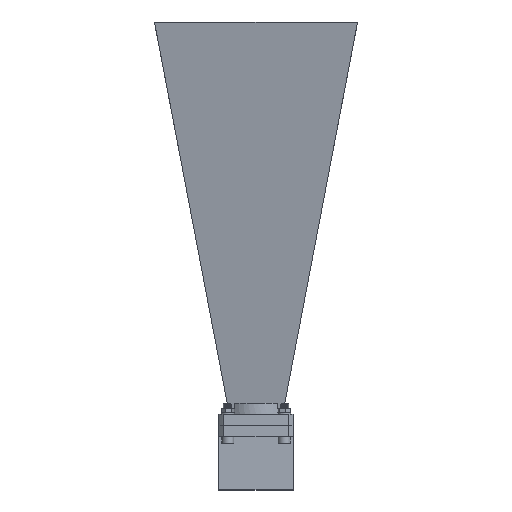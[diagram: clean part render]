
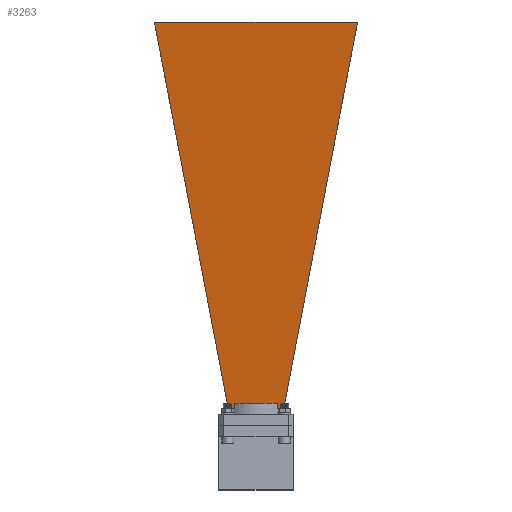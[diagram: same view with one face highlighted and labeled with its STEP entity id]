
A CAD part, front view. The second image highlights one B-rep face of the part: STEP entity #3263.
In plain terms, the highlighted face is planar.
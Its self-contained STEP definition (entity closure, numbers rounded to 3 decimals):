
#19 = CARTESIAN_POINT ( 'NONE',  ( -35.32, 12.7, 9.064 ) ) ;
#56 = CARTESIAN_POINT ( 'NONE',  ( 12.243, 9.525, 8.567 ) ) ;
#285 = CARTESIAN_POINT ( 'NONE',  ( -35.32, 12.7, 9.064 ) ) ;
#433 = DIRECTION ( 'NONE',  ( 1., 0., 0. ) ) ;
#556 = CARTESIAN_POINT ( 'NONE',  ( 14.605, 9.525, 8.567 ) ) ;
#588 = EDGE_CURVE ( 'NONE', #8775, #4989, #6045, .T. ) ;
#660 = EDGE_CURVE ( 'NONE', #6926, #2875, #8826, .T. ) ;
#668 = VERTEX_POINT ( 'NONE', #10932 ) ;
#696 = VERTEX_POINT ( 'NONE', #5282 ) ;
#751 = CARTESIAN_POINT ( 'NONE',  ( -12.243, 12.054, 8.963 ) ) ;
#900 = DIRECTION ( 'NONE',  ( 0., -0.988, -0.154 ) ) ;
#955 = DIRECTION ( 'NONE',  ( -1., 0., 0. ) ) ;
#1139 = VECTOR ( 'NONE', #7856, 1000. ) ;
#1437 = EDGE_CURVE ( 'NONE', #10027, #5417, #6274, .T. ) ;
#1450 = LINE ( 'NONE', #10581, #8627 ) ;
#1476 = CARTESIAN_POINT ( 'NONE',  ( -267.735, 231.91, 43.338 ) ) ;
#1510 = DIRECTION ( 'NONE',  ( -0.185, -0.971, -0.152 ) ) ;
#1550 = VERTEX_POINT ( 'NONE', #6047 ) ;
#2036 = VECTOR ( 'NONE', #955, 1000. ) ;
#2081 = ORIENTED_EDGE ( 'NONE', *, *, #8957, .F. ) ;
#2117 = VERTEX_POINT ( 'NONE', #9286 ) ;
#2175 = LINE ( 'NONE', #5190, #2036 ) ;
#2180 = VECTOR ( 'NONE', #900, 1000. ) ;
#2209 =( BOUNDED_CURVE ( )  B_SPLINE_CURVE ( 3, ( #9971, #8248, #10052, #9891 ),
 .UNSPECIFIED., .F., .F. ) 
 B_SPLINE_CURVE_WITH_KNOTS ( ( 4, 4 ),
 ( 2.072, 2.072 ),
 .UNSPECIFIED. ) 
 CURVE ( )  GEOMETRIC_REPRESENTATION_ITEM ( )  RATIONAL_B_SPLINE_CURVE ( ( 1., 1., 1., 1. ) ) 
 REPRESENTATION_ITEM ( '' )  );
#2226 = CARTESIAN_POINT ( 'NONE',  ( -267.735, 231.91, 43.338 ) ) ;
#2400 = DIRECTION ( 'NONE',  ( 0., 0.988, 0.154 ) ) ;
#2456 = EDGE_CURVE ( 'NONE', #4989, #10289, #2175, .T. ) ;
#2467 = CARTESIAN_POINT ( 'NONE',  ( 16.531, 12.626, 9.052 ) ) ;
#2875 = VERTEX_POINT ( 'NONE', #10193 ) ;
#3108 = ORIENTED_EDGE ( 'NONE', *, *, #2456, .F. ) ;
#3112 = ORIENTED_EDGE ( 'NONE', *, *, #4187, .T. ) ;
#3167 = ORIENTED_EDGE ( 'NONE', *, *, #7345, .T. ) ;
#3263 = ADVANCED_FACE ( 'NONE', ( #6918 ), #10645, .T. ) ;
#3300 = CARTESIAN_POINT ( 'NONE',  ( -16.524, 12.7, 9.064 ) ) ;
#3498 = VECTOR ( 'NONE', #6726, 1000. ) ;
#3551 = CARTESIAN_POINT ( 'NONE',  ( -12.243, 9.525, 8.567 ) ) ;
#3572 = CARTESIAN_POINT ( 'NONE',  ( -12.243, 12.7, 9.064 ) ) ;
#3641 = EDGE_CURVE ( 'NONE', #2875, #696, #10220, .T. ) ;
#3675 = EDGE_CURVE ( 'NONE', #8312, #668, #2209, .T. ) ;
#3811 = ORIENTED_EDGE ( 'NONE', *, *, #4818, .F. ) ;
#3865 = CARTESIAN_POINT ( 'NONE',  ( -58.373, 231.91, 43.338 ) ) ;
#3902 = ORIENTED_EDGE ( 'NONE', *, *, #588, .F. ) ;
#4046 = LINE ( 'NONE', #6399, #5008 ) ;
#4146 = ORIENTED_EDGE ( 'NONE', *, *, #7267, .T. ) ;
#4187 = EDGE_CURVE ( 'NONE', #10811, #668, #10058, .T. ) ;
#4346 = ORIENTED_EDGE ( 'NONE', *, *, #7914, .F. ) ;
#4484 = VECTOR ( 'NONE', #6685, 1000. ) ;
#4635 = CARTESIAN_POINT ( 'NONE',  ( -65.559, 269.567, 49.226 ) ) ;
#4662 = DIRECTION ( 'NONE',  ( 0.185, -0.971, -0.152 ) ) ;
#4698 = ORIENTED_EDGE ( 'NONE', *, *, #660, .F. ) ;
#4796 = VECTOR ( 'NONE', #5589, 1000. ) ;
#4818 = EDGE_CURVE ( 'NONE', #10289, #1550, #4046, .T. ) ;
#4964 = CARTESIAN_POINT ( 'NONE',  ( 12.243, 12.054, 8.963 ) ) ;
#4989 = VERTEX_POINT ( 'NONE', #3551 ) ;
#5008 = VECTOR ( 'NONE', #9810, 1000. ) ;
#5037 = LINE ( 'NONE', #8893, #7303 ) ;
#5190 = CARTESIAN_POINT ( 'NONE',  ( -12.243, 9.525, 8.567 ) ) ;
#5282 = CARTESIAN_POINT ( 'NONE',  ( 12.243, 12.7, 9.064 ) ) ;
#5417 = VERTEX_POINT ( 'NONE', #8805 ) ;
#5528 = ORIENTED_EDGE ( 'NONE', *, *, #1437, .F. ) ;
#5542 = EDGE_CURVE ( 'NONE', #2117, #10154, #8810, .T. ) ;
#5583 = VECTOR ( 'NONE', #2400, 1000. ) ;
#5589 = DIRECTION ( 'NONE',  ( 1., 0., 0. ) ) ;
#5916 = CARTESIAN_POINT ( 'NONE',  ( -16.531, 12.626, 9.052 ) ) ;
#6045 = LINE ( 'NONE', #751, #2180 ) ;
#6047 = CARTESIAN_POINT ( 'NONE',  ( -14.605, 12.7, 9.064 ) ) ;
#6258 = ORIENTED_EDGE ( 'NONE', *, *, #5542, .F. ) ;
#6274 = LINE ( 'NONE', #1476, #4796 ) ;
#6331 = DIRECTION ( 'NONE',  ( 0., -0.154, 0.988 ) ) ;
#6399 = CARTESIAN_POINT ( 'NONE',  ( -14.605, 12.054, 8.963 ) ) ;
#6642 = CARTESIAN_POINT ( 'NONE',  ( 65.559, 269.567, 49.226 ) ) ;
#6669 = DIRECTION ( 'NONE',  ( 0., -0.988, -0.154 ) ) ;
#6685 = DIRECTION ( 'NONE',  ( 1., 0., 0. ) ) ;
#6726 = DIRECTION ( 'NONE',  ( -1., 0., 0. ) ) ;
#6918 = FACE_OUTER_BOUND ( 'NONE', #9515, .T. ) ;
#6926 = VERTEX_POINT ( 'NONE', #556 ) ;
#7076 = AXIS2_PLACEMENT_3D ( 'NONE', #2226, #6331, #8146 ) ;
#7267 = EDGE_CURVE ( 'NONE', #10027, #10154, #9305, .T. ) ;
#7296 = ORIENTED_EDGE ( 'NONE', *, *, #3675, .F. ) ;
#7303 = VECTOR ( 'NONE', #433, 1000. ) ;
#7345 = EDGE_CURVE ( 'NONE', #2117, #1550, #5037, .T. ) ;
#7347 = CARTESIAN_POINT ( 'NONE',  ( -16.531, 12.626, 9.052 ) ) ;
#7385 = ORIENTED_EDGE ( 'NONE', *, *, #9791, .T. ) ;
#7856 = DIRECTION ( 'NONE',  ( 1., 0., 0. ) ) ;
#7914 = EDGE_CURVE ( 'NONE', #10811, #6926, #1450, .T. ) ;
#8004 = CARTESIAN_POINT ( 'NONE',  ( 14.605, 12.7, 9.064 ) ) ;
#8146 = DIRECTION ( 'NONE',  ( 0., -0.988, -0.154 ) ) ;
#8232 = VECTOR ( 'NONE', #4662, 1000. ) ;
#8248 = CARTESIAN_POINT ( 'NONE',  ( 16.528, 12.651, 9.056 ) ) ;
#8312 = VERTEX_POINT ( 'NONE', #2467 ) ;
#8395 = CARTESIAN_POINT ( 'NONE',  ( -16.528, 12.651, 9.056 ) ) ;
#8456 = LINE ( 'NONE', #6642, #9252 ) ;
#8627 = VECTOR ( 'NONE', #6669, 1000. ) ;
#8775 = VERTEX_POINT ( 'NONE', #3572 ) ;
#8805 = CARTESIAN_POINT ( 'NONE',  ( 58.373, 231.91, 43.338 ) ) ;
#8810 =( BOUNDED_CURVE ( )  B_SPLINE_CURVE ( 3, ( #3300, #9200, #8395, #5916 ),
 .UNSPECIFIED., .F., .F. ) 
 B_SPLINE_CURVE_WITH_KNOTS ( ( 4, 4 ),
 ( 4.211, 4.211 ),
 .UNSPECIFIED. ) 
 CURVE ( )  GEOMETRIC_REPRESENTATION_ITEM ( )  RATIONAL_B_SPLINE_CURVE ( ( 1., 1., 1., 1. ) ) 
 REPRESENTATION_ITEM ( '' )  );
#8826 = LINE ( 'NONE', #56, #3498 ) ;
#8893 = CARTESIAN_POINT ( 'NONE',  ( -35.32, 12.7, 9.064 ) ) ;
#8957 = EDGE_CURVE ( 'NONE', #5417, #8312, #8456, .T. ) ;
#9200 = CARTESIAN_POINT ( 'NONE',  ( -16.526, 12.675, 9.06 ) ) ;
#9252 = VECTOR ( 'NONE', #1510, 1000. ) ;
#9286 = CARTESIAN_POINT ( 'NONE',  ( -16.524, 12.7, 9.064 ) ) ;
#9305 = LINE ( 'NONE', #4635, #8232 ) ;
#9515 = EDGE_LOOP ( 'NONE', ( #7296, #2081, #5528, #4146, #6258, #3167, #3811, #3108, #3902, #7385, #9946, #4698, #4346, #3112 ) ) ;
#9791 = EDGE_CURVE ( 'NONE', #8775, #696, #10028, .T. ) ;
#9810 = DIRECTION ( 'NONE',  ( 0., 0.988, 0.154 ) ) ;
#9891 = CARTESIAN_POINT ( 'NONE',  ( 16.524, 12.7, 9.064 ) ) ;
#9946 = ORIENTED_EDGE ( 'NONE', *, *, #3641, .F. ) ;
#9971 = CARTESIAN_POINT ( 'NONE',  ( 16.531, 12.626, 9.052 ) ) ;
#10027 = VERTEX_POINT ( 'NONE', #3865 ) ;
#10028 = LINE ( 'NONE', #285, #1139 ) ;
#10052 = CARTESIAN_POINT ( 'NONE',  ( 16.526, 12.675, 9.06 ) ) ;
#10058 = LINE ( 'NONE', #19, #4484 ) ;
#10154 = VERTEX_POINT ( 'NONE', #7347 ) ;
#10193 = CARTESIAN_POINT ( 'NONE',  ( 12.243, 9.525, 8.567 ) ) ;
#10220 = LINE ( 'NONE', #4964, #5583 ) ;
#10289 = VERTEX_POINT ( 'NONE', #10800 ) ;
#10581 = CARTESIAN_POINT ( 'NONE',  ( 14.605, 12.054, 8.963 ) ) ;
#10645 = PLANE ( 'NONE',  #7076 ) ;
#10800 = CARTESIAN_POINT ( 'NONE',  ( -14.605, 9.525, 8.567 ) ) ;
#10811 = VERTEX_POINT ( 'NONE', #8004 ) ;
#10932 = CARTESIAN_POINT ( 'NONE',  ( 16.524, 12.7, 9.064 ) ) ;
